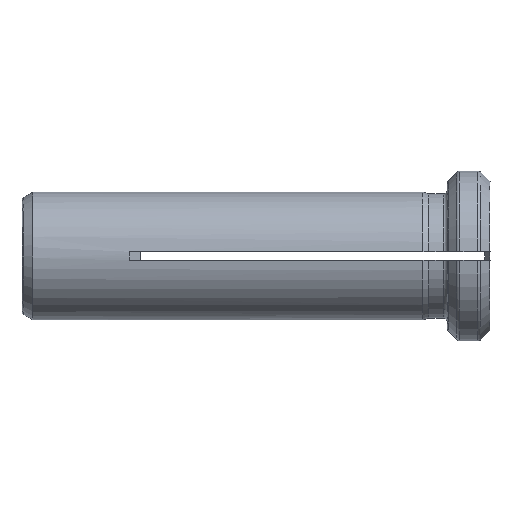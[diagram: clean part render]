
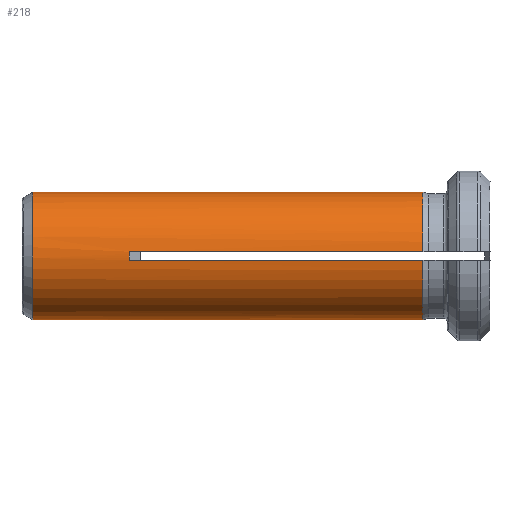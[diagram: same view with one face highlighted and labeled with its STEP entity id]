
A CAD part, front view. The second image highlights one B-rep face of the part: STEP entity #218.
In plain terms, the highlighted cylindrical face has radius 6 mm (diameter 12 mm), a full revolution.
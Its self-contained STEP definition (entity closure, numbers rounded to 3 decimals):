
#218=ADVANCED_FACE( '', ( #445, #446 ), #447, .T. );
#445=FACE_OUTER_BOUND( '', #672, .T. );
#446=FACE_OUTER_BOUND( '', #673, .T. );
#447=CYLINDRICAL_SURFACE( '', #674, 6. );
#672=EDGE_LOOP( '', ( #1328, #1329, #1330, #1331, #1332, #1333, #1334, #1335, #1336, #1337, #1338, #1339, #1340, #1341, #1342, #1343 ) );
#673=EDGE_LOOP( '', ( #1344 ) );
#674=AXIS2_PLACEMENT_3D( '', #1345, #1346, #1347 );
#1328=ORIENTED_EDGE( '', *, *, #1667, .F. );
#1329=ORIENTED_EDGE( '', *, *, #1640, .F. );
#1330=ORIENTED_EDGE( '', *, *, #1520, .T. );
#1331=ORIENTED_EDGE( '', *, *, #1585, .F. );
#1332=ORIENTED_EDGE( '', *, *, #1430, .F. );
#1333=ORIENTED_EDGE( '', *, *, #1528, .F. );
#1334=ORIENTED_EDGE( '', *, *, #1493, .T. );
#1335=ORIENTED_EDGE( '', *, *, #1446, .F. );
#1336=ORIENTED_EDGE( '', *, *, #1460, .F. );
#1337=ORIENTED_EDGE( '', *, *, #1631, .F. );
#1338=ORIENTED_EDGE( '', *, *, #1638, .T. );
#1339=ORIENTED_EDGE( '', *, *, #1542, .F. );
#1340=ORIENTED_EDGE( '', *, *, #1409, .F. );
#1341=ORIENTED_EDGE( '', *, *, #1672, .F. );
#1342=ORIENTED_EDGE( '', *, *, #1662, .T. );
#1343=ORIENTED_EDGE( '', *, *, #1656, .F. );
#1344=ORIENTED_EDGE( '', *, *, #1675, .F. );
#1345=CARTESIAN_POINT( '', ( -60., 0., 0. ) );
#1346=DIRECTION( '', ( 1., 0., 0. ) );
#1347=DIRECTION( '', ( 0., 0., 1. ) );
#1409=EDGE_CURVE( '', #1695, #1697, #1698, .F. );
#1430=EDGE_CURVE( '', #1734, #1736, #1737, .F. );
#1446=EDGE_CURVE( '', #1763, #1766, #1767, .F. );
#1460=EDGE_CURVE( '', #1788, #1763, #1790, .F. );
#1493=EDGE_CURVE( '', #1849, #1766, #1850, .F. );
#1520=EDGE_CURVE( '', #1898, #1896, #1899, .F. );
#1528=EDGE_CURVE( '', #1849, #1734, #1911, .F. );
#1542=EDGE_CURVE( '', #1697, #1931, #1932, .F. );
#1585=EDGE_CURVE( '', #1736, #1896, #1990, .F. );
#1631=EDGE_CURVE( '', #2043, #1788, #2045, .F. );
#1638=EDGE_CURVE( '', #2043, #1931, #2054, .F. );
#1640=EDGE_CURVE( '', #1898, #2056, #2057, .F. );
#1656=EDGE_CURVE( '', #2075, #2077, #2078, .F. );
#1662=EDGE_CURVE( '', #2085, #2077, #2086, .F. );
#1667=EDGE_CURVE( '', #2056, #2075, #2091, .F. );
#1672=EDGE_CURVE( '', #2085, #1695, #2097, .F. );
#1675=EDGE_CURVE( '', #2100, #2100, #2101, .F. );
#1695=VERTEX_POINT( '', #2123 );
#1697=VERTEX_POINT( '', #2126 );
#1698=LINE( '', #2127, #2128 );
#1734=VERTEX_POINT( '', #2212 );
#1736=VERTEX_POINT( '', #2215 );
#1737=LINE( '', #2216, #2217 );
#1763=VERTEX_POINT( '', #2284 );
#1766=VERTEX_POINT( '', #2293 );
#1767=CIRCLE( '', #2294, 6. );
#1788=VERTEX_POINT( '', #2325 );
#1790=LINE( '', #2328, #2329 );
#1849=VERTEX_POINT( '', #2466 );
#1850=LINE( '', #2467, #2468 );
#1896=VERTEX_POINT( '', #2563 );
#1898=VERTEX_POINT( '', #2571 );
#1899=LINE( '', #2572, #2573 );
#1911=ELLIPSE( '', #2588, 8.485, 6. );
#1931=VERTEX_POINT( '', #2624 );
#1932=CIRCLE( '', #2625, 6. );
#1990=CIRCLE( '', #2709, 6. );
#2043=VERTEX_POINT( '', #2778 );
#2045=ELLIPSE( '', #2781, 8.485, 6. );
#2054=LINE( '', #2802, #2803 );
#2056=VERTEX_POINT( '', #2805 );
#2057=ELLIPSE( '', #2806, 8.485, 6. );
#2075=VERTEX_POINT( '', #2838 );
#2077=VERTEX_POINT( '', #2846 );
#2078=CIRCLE( '', #2847, 6. );
#2085=VERTEX_POINT( '', #2866 );
#2086=LINE( '', #2867, #2868 );
#2091=LINE( '', #2876, #2877 );
#2097=ELLIPSE( '', #2889, 8.485, 6. );
#2100=VERTEX_POINT( '', #2892 );
#2101=CIRCLE( '', #2893, 6. );
#2123=CARTESIAN_POINT( '', ( -29.887, 0.4, -5.987 ) );
#2126=CARTESIAN_POINT( '', ( -2.313, 0.4, -5.987 ) );
#2127=CARTESIAN_POINT( '', ( -60., 0.4, -5.987 ) );
#2128=VECTOR( '', #2911, 1000. );
#2212=CARTESIAN_POINT( '', ( -29.887, -0.4, 5.987 ) );
#2215=CARTESIAN_POINT( '', ( -2.313, -0.4, 5.987 ) );
#2216=CARTESIAN_POINT( '', ( -60., -0.4, 5.987 ) );
#2217=VECTOR( '', #2925, 1000. );
#2284=CARTESIAN_POINT( '', ( -2.313, 5.987, 0.4 ) );
#2293=CARTESIAN_POINT( '', ( -2.313, 0.4, 5.987 ) );
#2294=AXIS2_PLACEMENT_3D( '', #2931, #2932, #2933 );
#2325=CARTESIAN_POINT( '', ( -29.887, 5.987, 0.4 ) );
#2328=CARTESIAN_POINT( '', ( -60., 5.987, 0.4 ) );
#2329=VECTOR( '', #2951, 1000. );
#2466=CARTESIAN_POINT( '', ( -29.887, 0.4, 5.987 ) );
#2467=CARTESIAN_POINT( '', ( -60., 0.4, 5.987 ) );
#2468=VECTOR( '', #2971, 1000. );
#2563=CARTESIAN_POINT( '', ( -2.313, -5.987, 0.4 ) );
#2571=CARTESIAN_POINT( '', ( -29.887, -5.987, 0.4 ) );
#2572=CARTESIAN_POINT( '', ( -60., -5.987, 0.4 ) );
#2573=VECTOR( '', #2992, 1000. );
#2588=AXIS2_PLACEMENT_3D( '', #3002, #3003, #3004 );
#2624=CARTESIAN_POINT( '', ( -2.313, 5.987, -0.4 ) );
#2625=AXIS2_PLACEMENT_3D( '', #3020, #3021, #3022 );
#2709=AXIS2_PLACEMENT_3D( '', #3081, #3082, #3083 );
#2778=CARTESIAN_POINT( '', ( -29.887, 5.987, -0.4 ) );
#2781=AXIS2_PLACEMENT_3D( '', #3155, #3156, #3157 );
#2802=CARTESIAN_POINT( '', ( -60., 5.987, -0.4 ) );
#2803=VECTOR( '', #3161, 1000. );
#2805=CARTESIAN_POINT( '', ( -29.887, -5.987, -0.4 ) );
#2806=AXIS2_PLACEMENT_3D( '', #3162, #3163, #3164 );
#2838=CARTESIAN_POINT( '', ( -2.313, -5.987, -0.4 ) );
#2846=CARTESIAN_POINT( '', ( -2.313, -0.4, -5.987 ) );
#2847=AXIS2_PLACEMENT_3D( '', #3181, #3182, #3183 );
#2866=CARTESIAN_POINT( '', ( -29.887, -0.4, -5.987 ) );
#2867=CARTESIAN_POINT( '', ( -60., -0.4, -5.987 ) );
#2868=VECTOR( '', #3185, 1000. );
#2876=CARTESIAN_POINT( '', ( -60., -5.987, -0.4 ) );
#2877=VECTOR( '', #3187, 1000. );
#2889=AXIS2_PLACEMENT_3D( '', #3189, #3190, #3191 );
#2892=CARTESIAN_POINT( '', ( -38.986, 0., -6. ) );
#2893=AXIS2_PLACEMENT_3D( '', #3192, #3193, #3194 );
#2911=DIRECTION( '', ( -1., 0., 0. ) );
#2925=DIRECTION( '', ( -1., 0., 0. ) );
#2931=CARTESIAN_POINT( '', ( -2.313, 0., 0. ) );
#2932=DIRECTION( '', ( -1., 0., 0. ) );
#2933=DIRECTION( '', ( 0., 0., 1. ) );
#2951=DIRECTION( '', ( -1., 0., 0. ) );
#2971=DIRECTION( '', ( -1., 0., 0. ) );
#2992=DIRECTION( '', ( -1., 0., 0. ) );
#3002=CARTESIAN_POINT( '', ( -23.9, 0., 0. ) );
#3003=DIRECTION( '', ( -0.707, 0., -0.707 ) );
#3004=DIRECTION( '', ( -0.707, 0., 0.707 ) );
#3020=CARTESIAN_POINT( '', ( -2.313, 0., 0. ) );
#3021=DIRECTION( '', ( -1., 0., 0. ) );
#3022=DIRECTION( '', ( 0., 0., 1. ) );
#3081=CARTESIAN_POINT( '', ( -2.313, 0., 0. ) );
#3082=DIRECTION( '', ( -1., 0., 0. ) );
#3083=DIRECTION( '', ( 0., 0., 1. ) );
#3155=CARTESIAN_POINT( '', ( -23.9, 0., 0. ) );
#3156=DIRECTION( '', ( -0.707, -0.707, 0. ) );
#3157=DIRECTION( '', ( -0.707, 0.707, 0. ) );
#3161=DIRECTION( '', ( -1., 0., 0. ) );
#3162=CARTESIAN_POINT( '', ( -23.9, 0., 0. ) );
#3163=DIRECTION( '', ( -0.707, 0.707, 0. ) );
#3164=DIRECTION( '', ( -0.707, -0.707, 0. ) );
#3181=CARTESIAN_POINT( '', ( -2.313, 0., 0. ) );
#3182=DIRECTION( '', ( -1., 0., 0. ) );
#3183=DIRECTION( '', ( 0., 0., 1. ) );
#3185=DIRECTION( '', ( -1., 0., 0. ) );
#3187=DIRECTION( '', ( -1., 0., 0. ) );
#3189=CARTESIAN_POINT( '', ( -23.9, 0., 0. ) );
#3190=DIRECTION( '', ( -0.707, 0., 0.707 ) );
#3191=DIRECTION( '', ( -0.707, 0., -0.707 ) );
#3192=CARTESIAN_POINT( '', ( -38.986, 0., 0. ) );
#3193=DIRECTION( '', ( 1., 0., 0. ) );
#3194=DIRECTION( '', ( 0., 0., -1. ) );
